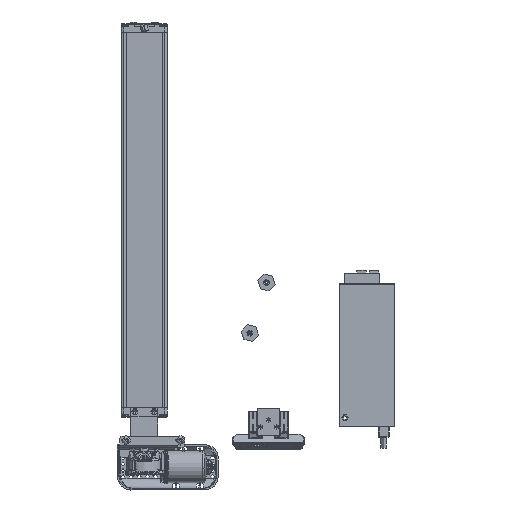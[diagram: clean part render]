
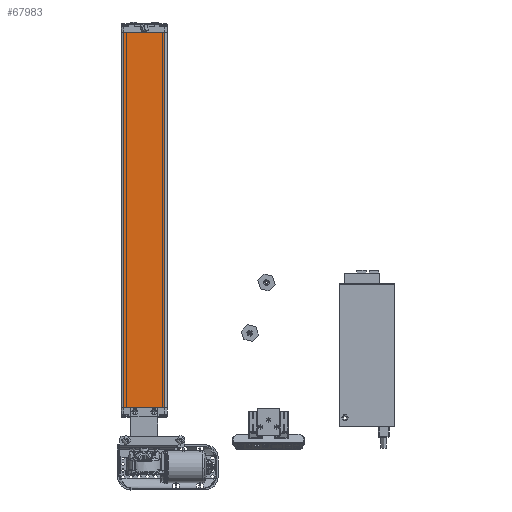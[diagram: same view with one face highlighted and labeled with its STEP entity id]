
A CAD part, top view. The second image highlights one B-rep face of the part: STEP entity #67983.
In plain terms, the highlighted planar face has unit normal (0, 0, 1).
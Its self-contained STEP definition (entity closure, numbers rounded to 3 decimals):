
#12899=FACE_OUTER_BOUND('',#16875,.T.);
#16875=EDGE_LOOP('',(#46259,#46260,#46261,#46262));
#21273=LINE('',#99212,#25281);
#21274=LINE('',#99214,#25282);
#21275=LINE('',#99216,#25283);
#21276=LINE('',#99217,#25284);
#25281=VECTOR('',#80290,691.5);
#25282=VECTOR('',#80291,75.);
#25283=VECTOR('',#80292,691.5);
#25284=VECTOR('',#80293,75.);
#29294=VERTEX_POINT('',#99210);
#29295=VERTEX_POINT('',#99211);
#29296=VERTEX_POINT('',#99213);
#29297=VERTEX_POINT('',#99215);
#35896=EDGE_CURVE('',#29294,#29295,#21273,.F.);
#35897=EDGE_CURVE('',#29296,#29294,#21274,.T.);
#35898=EDGE_CURVE('',#29297,#29296,#21275,.T.);
#35899=EDGE_CURVE('',#29295,#29297,#21276,.F.);
#46259=ORIENTED_EDGE('',*,*,#35896,.F.);
#46260=ORIENTED_EDGE('',*,*,#35897,.F.);
#46261=ORIENTED_EDGE('',*,*,#35898,.F.);
#46262=ORIENTED_EDGE('',*,*,#35899,.F.);
#66913=PLANE('',#72751);
#67983=ADVANCED_FACE('',(#12899),#66913,.T.);
#72751=AXIS2_PLACEMENT_3D('',#99209,#80288,#80289);
#80288=DIRECTION('center_axis',(0.,0.,1.));
#80289=DIRECTION('ref_axis',(1.,0.,0.));
#80290=DIRECTION('',(0.,-1.,0.));
#80291=DIRECTION('',(-1.,0.,0.));
#80292=DIRECTION('',(0.,-1.,0.));
#80293=DIRECTION('',(-1.,0.,0.));
#99209=CARTESIAN_POINT('Origin',(42.5,692.5,17.5));
#99210=CARTESIAN_POINT('',(-37.5,0.5,17.5));
#99211=CARTESIAN_POINT('',(-37.5,692.,17.5));
#99212=CARTESIAN_POINT('',(-37.5,692.,17.5));
#99213=CARTESIAN_POINT('',(37.5,0.5,17.5));
#99214=CARTESIAN_POINT('',(37.5,0.5,17.5));
#99215=CARTESIAN_POINT('',(37.5,692.,17.5));
#99216=CARTESIAN_POINT('',(37.5,692.,17.5));
#99217=CARTESIAN_POINT('',(37.5,692.,17.5));
